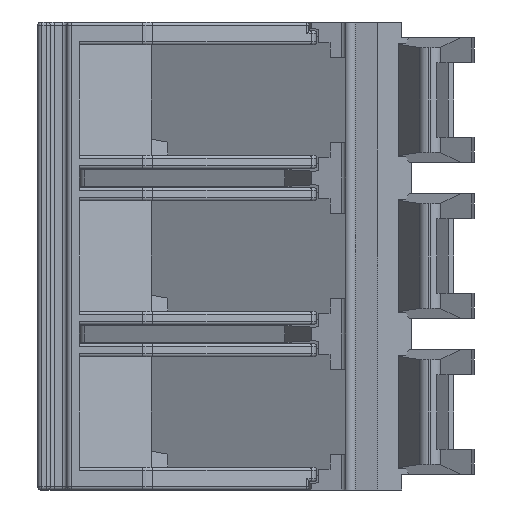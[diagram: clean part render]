
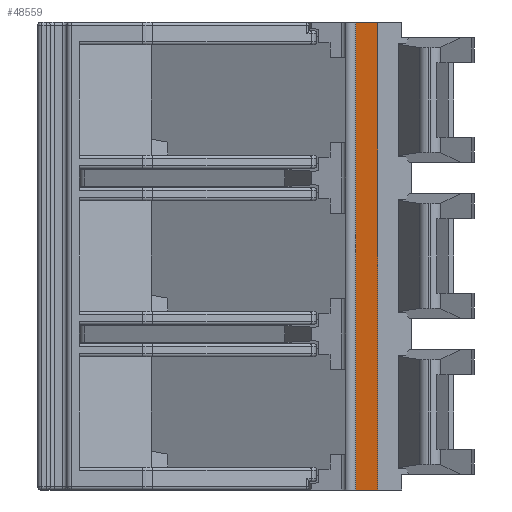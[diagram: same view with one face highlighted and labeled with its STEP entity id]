
A CAD part, front view. The second image highlights one B-rep face of the part: STEP entity #48559.
In plain terms, the highlighted planar face has unit normal (0.866, -0.5, 0).
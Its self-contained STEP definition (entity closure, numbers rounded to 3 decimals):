
#1770 = PLANE('',#1771);
#1771 = AXIS2_PLACEMENT_3D('',#1772,#1773,#1774);
#1772 = CARTESIAN_POINT('',(-7.8,16.5,22.5));
#1773 = DIRECTION('',(0.,0.,1.));
#1774 = DIRECTION('',(1.,0.,0.));
#1826 = PLANE('',#1827);
#1827 = AXIS2_PLACEMENT_3D('',#1828,#1829,#1830);
#1828 = CARTESIAN_POINT('',(-7.8,16.5,0.));
#1829 = DIRECTION('',(0.,0.,1.));
#1830 = DIRECTION('',(1.,0.,0.));
#18511 = VERTEX_POINT('',#18512);
#18512 = CARTESIAN_POINT('',(-1.818,-12.55,0.));
#18527 = CYLINDRICAL_SURFACE('',#18528,0.3);
#18528 = AXIS2_PLACEMENT_3D('',#18529,#18530,#18531);
#18529 = CARTESIAN_POINT('',(-2.078,-12.4,22.5));
#18530 = DIRECTION('',(0.,0.,1.));
#18531 = DIRECTION('',(1.,0.,0.));
#18539 = EDGE_CURVE('',#18540,#18511,#18542,.T.);
#18540 = VERTEX_POINT('',#18541);
#18541 = CARTESIAN_POINT('',(-0.75,-10.7,0.));
#18542 = SURFACE_CURVE('',#18543,(#18547,#18554),.PCURVE_S1.);
#18543 = LINE('',#18544,#18545);
#18544 = CARTESIAN_POINT('',(-0.75,-10.7,0.));
#18545 = VECTOR('',#18546,1.);
#18546 = DIRECTION('',(-0.5,-0.866,0.));
#18547 = PCURVE('',#1826,#18548);
#18548 = DEFINITIONAL_REPRESENTATION('',(#18549),#18553);
#18549 = LINE('',#18550,#18551);
#18550 = CARTESIAN_POINT('',(7.05,-27.2));
#18551 = VECTOR('',#18552,1.);
#18552 = DIRECTION('',(-0.5,-0.866));
#18553 = ( GEOMETRIC_REPRESENTATION_CONTEXT(2) 
PARAMETRIC_REPRESENTATION_CONTEXT() REPRESENTATION_CONTEXT('2D SPACE',''
  ) );
#18554 = PCURVE('',#18555,#18560);
#18555 = PLANE('',#18556);
#18556 = AXIS2_PLACEMENT_3D('',#18557,#18558,#18559);
#18557 = CARTESIAN_POINT('',(-0.75,-10.7,13.75));
#18558 = DIRECTION('',(-0.866,0.5,0.));
#18559 = DIRECTION('',(-0.5,-0.866,0.));
#18560 = DEFINITIONAL_REPRESENTATION('',(#18561),#18565);
#18561 = LINE('',#18562,#18563);
#18562 = CARTESIAN_POINT('',(0.,-13.75));
#18563 = VECTOR('',#18564,1.);
#18564 = DIRECTION('',(1.,0.));
#18565 = ( GEOMETRIC_REPRESENTATION_CONTEXT(2) 
PARAMETRIC_REPRESENTATION_CONTEXT() REPRESENTATION_CONTEXT('2D SPACE',''
  ) );
#18583 = PLANE('',#18584);
#18584 = AXIS2_PLACEMENT_3D('',#18585,#18586,#18587);
#18585 = CARTESIAN_POINT('',(-0.75,-10.2,13.75));
#18586 = DIRECTION('',(-1.,0.,0.));
#18587 = DIRECTION('',(0.,-1.,0.));
#19393 = VERTEX_POINT('',#19394);
#19394 = CARTESIAN_POINT('',(-0.75,-10.7,22.5));
#19415 = EDGE_CURVE('',#19416,#19393,#19418,.T.);
#19416 = VERTEX_POINT('',#19417);
#19417 = CARTESIAN_POINT('',(-1.818,-12.55,22.5));
#19418 = SURFACE_CURVE('',#19419,(#19423,#19430),.PCURVE_S1.);
#19419 = LINE('',#19420,#19421);
#19420 = CARTESIAN_POINT('',(-1.818,-12.55,22.5));
#19421 = VECTOR('',#19422,1.);
#19422 = DIRECTION('',(0.5,0.866,0.));
#19423 = PCURVE('',#1770,#19424);
#19424 = DEFINITIONAL_REPRESENTATION('',(#19425),#19429);
#19425 = LINE('',#19426,#19427);
#19426 = CARTESIAN_POINT('',(5.982,-29.05));
#19427 = VECTOR('',#19428,1.);
#19428 = DIRECTION('',(0.5,0.866));
#19429 = ( GEOMETRIC_REPRESENTATION_CONTEXT(2) 
PARAMETRIC_REPRESENTATION_CONTEXT() REPRESENTATION_CONTEXT('2D SPACE',''
  ) );
#19430 = PCURVE('',#18555,#19431);
#19431 = DEFINITIONAL_REPRESENTATION('',(#19432),#19436);
#19432 = LINE('',#19433,#19434);
#19433 = CARTESIAN_POINT('',(2.136,8.75));
#19434 = VECTOR('',#19435,1.);
#19435 = DIRECTION('',(-1.,0.));
#19436 = ( GEOMETRIC_REPRESENTATION_CONTEXT(2) 
PARAMETRIC_REPRESENTATION_CONTEXT() REPRESENTATION_CONTEXT('2D SPACE',''
  ) );
#48539 = EDGE_CURVE('',#19416,#18511,#48540,.T.);
#48540 = SURFACE_CURVE('',#48541,(#48545,#48552),.PCURVE_S1.);
#48541 = LINE('',#48542,#48543);
#48542 = CARTESIAN_POINT('',(-1.818,-12.55,22.5));
#48543 = VECTOR('',#48544,1.);
#48544 = DIRECTION('',(0.,0.,-1.));
#48545 = PCURVE('',#18527,#48546);
#48546 = DEFINITIONAL_REPRESENTATION('',(#48547),#48551);
#48547 = LINE('',#48548,#48549);
#48548 = CARTESIAN_POINT('',(5.76,0.));
#48549 = VECTOR('',#48550,1.);
#48550 = DIRECTION('',(0.,-1.));
#48551 = ( GEOMETRIC_REPRESENTATION_CONTEXT(2) 
PARAMETRIC_REPRESENTATION_CONTEXT() REPRESENTATION_CONTEXT('2D SPACE',''
  ) );
#48552 = PCURVE('',#18555,#48553);
#48553 = DEFINITIONAL_REPRESENTATION('',(#48554),#48558);
#48554 = LINE('',#48555,#48556);
#48555 = CARTESIAN_POINT('',(2.136,8.75));
#48556 = VECTOR('',#48557,1.);
#48557 = DIRECTION('',(0.,-1.));
#48558 = ( GEOMETRIC_REPRESENTATION_CONTEXT(2) 
PARAMETRIC_REPRESENTATION_CONTEXT() REPRESENTATION_CONTEXT('2D SPACE',''
  ) );
#48559 = ADVANCED_FACE('',(#48560),#18555,.F.);
#48560 = FACE_BOUND('',#48561,.F.);
#48561 = EDGE_LOOP('',(#48562,#48583,#48584,#48585));
#48562 = ORIENTED_EDGE('',*,*,#48563,.T.);
#48563 = EDGE_CURVE('',#19393,#18540,#48564,.T.);
#48564 = SURFACE_CURVE('',#48565,(#48569,#48576),.PCURVE_S1.);
#48565 = LINE('',#48566,#48567);
#48566 = CARTESIAN_POINT('',(-0.75,-10.7,22.5));
#48567 = VECTOR('',#48568,1.);
#48568 = DIRECTION('',(0.,0.,-1.));
#48569 = PCURVE('',#18555,#48570);
#48570 = DEFINITIONAL_REPRESENTATION('',(#48571),#48575);
#48571 = LINE('',#48572,#48573);
#48572 = CARTESIAN_POINT('',(0.,8.75));
#48573 = VECTOR('',#48574,1.);
#48574 = DIRECTION('',(0.,-1.));
#48575 = ( GEOMETRIC_REPRESENTATION_CONTEXT(2) 
PARAMETRIC_REPRESENTATION_CONTEXT() REPRESENTATION_CONTEXT('2D SPACE',''
  ) );
#48576 = PCURVE('',#18583,#48577);
#48577 = DEFINITIONAL_REPRESENTATION('',(#48578),#48582);
#48578 = LINE('',#48579,#48580);
#48579 = CARTESIAN_POINT('',(0.5,8.75));
#48580 = VECTOR('',#48581,1.);
#48581 = DIRECTION('',(0.,-1.));
#48582 = ( GEOMETRIC_REPRESENTATION_CONTEXT(2) 
PARAMETRIC_REPRESENTATION_CONTEXT() REPRESENTATION_CONTEXT('2D SPACE',''
  ) );
#48583 = ORIENTED_EDGE('',*,*,#18539,.T.);
#48584 = ORIENTED_EDGE('',*,*,#48539,.F.);
#48585 = ORIENTED_EDGE('',*,*,#19415,.T.);
